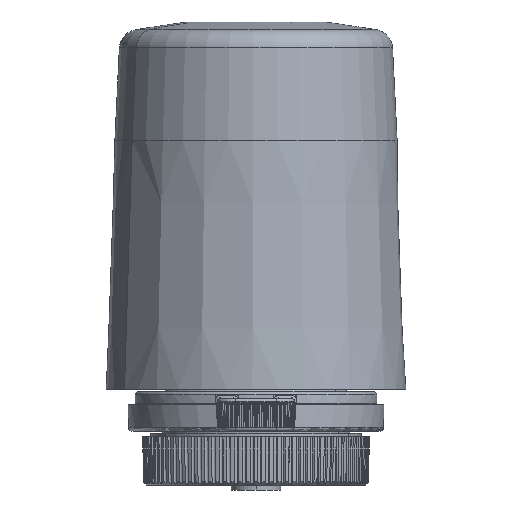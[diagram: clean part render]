
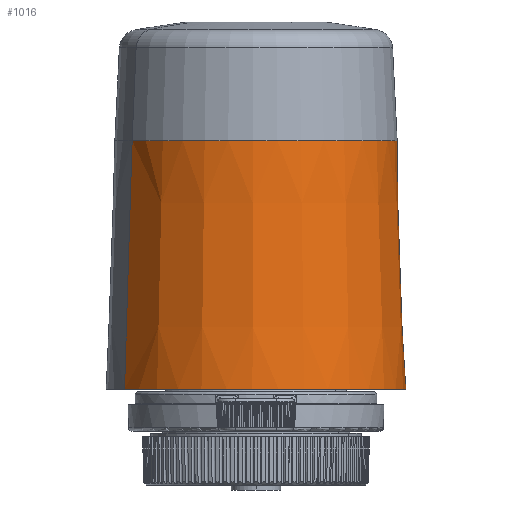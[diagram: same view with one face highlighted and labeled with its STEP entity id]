
A CAD part, left-side view. The second image highlights one B-rep face of the part: STEP entity #1016.
In plain terms, the highlighted conical face has half-angle 2 degrees and reference radius 21.338 mm.
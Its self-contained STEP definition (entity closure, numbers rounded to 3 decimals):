
#925=CARTESIAN_POINT('Axis2P3D Location',(0.,0.,46.066)) ;
#934=CARTESIAN_POINT('Vertex',(-10.859,19.877,8.5)) ;
#937=CARTESIAN_POINT('Line Origine',(-10.545,19.302,27.283)) ;
#941=CARTESIAN_POINT('Vertex',(-10.23,18.726,46.066)) ;
#991=CARTESIAN_POINT('Line Origine',(10.545,-19.302,27.283)) ;
#995=CARTESIAN_POINT('Vertex',(10.859,-19.877,8.5)) ;
#997=CARTESIAN_POINT('Vertex',(10.23,-18.726,46.066)) ;
#1000=CARTESIAN_POINT('Axis2P3D Location',(0.,0.,46.066)) ;
#1005=CARTESIAN_POINT('Axis2P3D Location',(0.,0.,8.5)) ;
#926=DIRECTION('Axis2P3D Direction',(-0.,-0.,-1.)) ;
#927=DIRECTION('Axis2P3D XDirection',(-0.479,0.878,0.)) ;
#938=DIRECTION('Vector Direction',(-0.017,0.031,-0.999)) ;
#992=DIRECTION('Vector Direction',(0.017,-0.031,-0.999)) ;
#1001=DIRECTION('Axis2P3D Direction',(0.,0.,-1.)) ;
#1006=DIRECTION('Axis2P3D Direction',(0.,0.,-1.)) ;
#928=AXIS2_PLACEMENT_3D('Cone Axis2P3D',#925,#926,#927) ;
#1002=AXIS2_PLACEMENT_3D('Circle Axis2P3D',#1000,#1001,$) ;
#1007=AXIS2_PLACEMENT_3D('Circle Axis2P3D',#1005,#1006,$) ;
#1011=ORIENTED_EDGE('',*,*,#999,.T.) ;
#1012=ORIENTED_EDGE('',*,*,#1004,.F.) ;
#1013=ORIENTED_EDGE('',*,*,#943,.F.) ;
#1014=ORIENTED_EDGE('',*,*,#1009,.T.) ;
#939=VECTOR('Line Direction',#938,1.) ;
#993=VECTOR('Line Direction',#992,1.) ;
#1016=ADVANCED_FACE('PartBody',(#1015),#929,.T.) ;
#1003=CIRCLE('generated circle',#1002,21.338) ;
#1008=CIRCLE('generated circle',#1007,22.65) ;
#929=CONICAL_SURFACE('Cone',#928,21.338,0.035) ;
#943=EDGE_CURVE('',#935,#942,#940,.F.) ;
#999=EDGE_CURVE('',#996,#998,#994,.F.) ;
#1004=EDGE_CURVE('',#942,#998,#1003,.F.) ;
#1009=EDGE_CURVE('',#935,#996,#1008,.F.) ;
#1010=EDGE_LOOP('',(#1011,#1012,#1013,#1014)) ;
#1015=FACE_OUTER_BOUND('',#1010,.T.) ;
#940=LINE('Line',#937,#939) ;
#994=LINE('Line',#991,#993) ;
#935=VERTEX_POINT('',#934) ;
#942=VERTEX_POINT('',#941) ;
#996=VERTEX_POINT('',#995) ;
#998=VERTEX_POINT('',#997) ;
